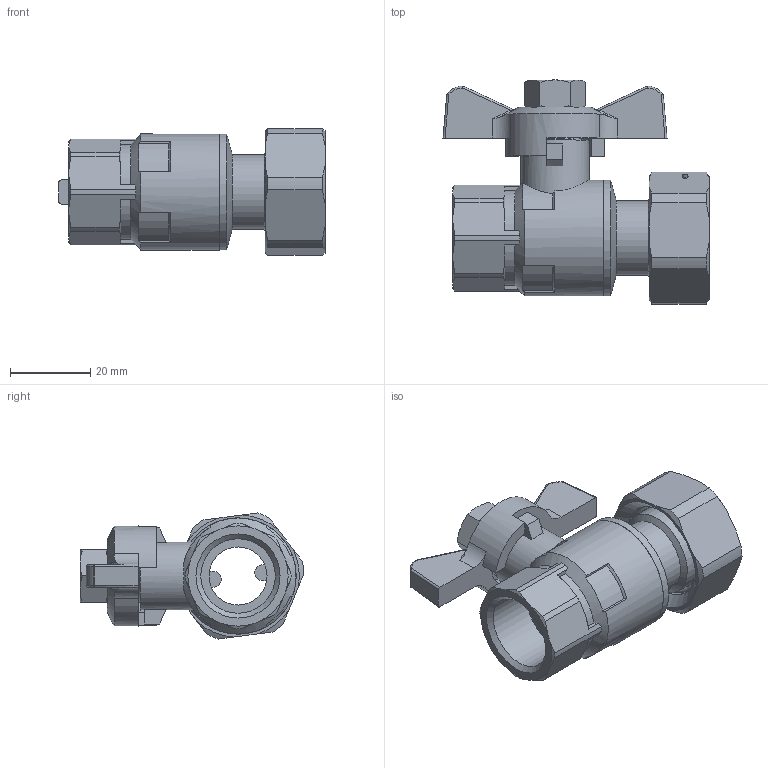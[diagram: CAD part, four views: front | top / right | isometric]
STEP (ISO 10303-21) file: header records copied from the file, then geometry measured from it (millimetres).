
FILE_DESCRIPTION(/* description */ ('Unknown'),/* implementation_level */ '2;1');
FILE_NAME(/* name */ '708-45',/* time_stamp */ '2022-06-30T13:27:37+02:00',/* author */ ('Unknown'),/* organization */ ('Unknown'),/* preprocessor_version */ 'ST-DEVELOPER v16.7',/* originating_system */ 'Solid Edge',/* authorisation */ 'Unknown');
FILE_SCHEMA (('AUTOMOTIVE_DESIGN {1 0 10303 214 3 1 1}'));
Length unit declared in the file: millimetre
Products named in the file (12): 708-45; Einschraubteil-co; dichtung; 2.148.016_Einschraubteil; speerring; _wm; Gehduse; O-Ring; Spindel; Stopfbuchse; M8-1_2-3_4; F-griff
Assembly tree (11 placements, depth 3):
  708-45
    Einschraubteil-co
      dichtung
      2.148.016_Einschraubteil
      speerring
      _wm
    Gehduse
    O-Ring
    Spindel
    Stopfbuchse
    M8-1_2-3_4
    F-griff
Bounding box: 66.5 x 55.99 x 31.54 mm (x, y, z)
Volume: 26522.6 mm3; surface area: 21856.2 mm2
Topology: 10 solids, 10 shells, 301 faces, 768 edges, 494 vertices
Faces by surface type: plane 113, cylinder 84, cone 73, bspline 14, torus 9, sphere 8
Full cylindrical faces by diameter (mm): 1.5 x1, 6.6 x1, 6.75 x1, 8.9 x2, 9.1 x1, 9.3 x1, 10.5 x1, 10.8 x1, 12 x1, 12.376 x1, 14 x1, 14.5 x1, 15 x1, 16 x1, 17 x2, 18.5 x1, 18.6 x1, 18.631 x1, 19.2 x1, 20 x1, 21.6 x1, 24 x2, 24.117 x2, 25 x2, 25.5 x1, 29 x2
Entity records: 13827 total; most frequent: CARTESIAN_POINT 5632, DIRECTION 1426, ORIENTED_EDGE 1350, EDGE_CURVE 675, AXIS2_PLACEMENT_3D 600, VERTEX_POINT 469, FACE_BOUND 394, EDGE_LOOP 392
